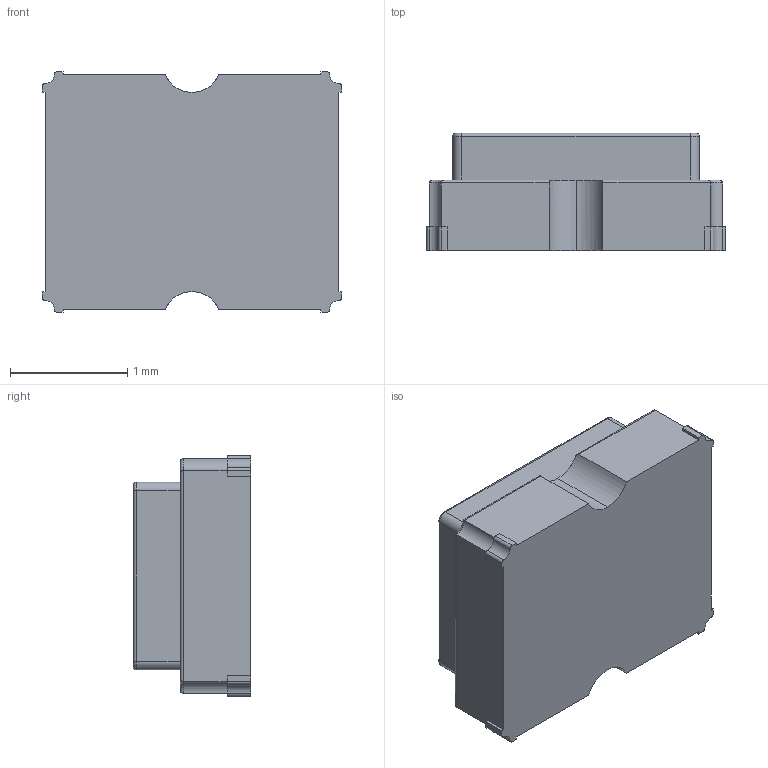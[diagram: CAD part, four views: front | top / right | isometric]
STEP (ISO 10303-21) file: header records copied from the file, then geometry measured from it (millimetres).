
FILE_DESCRIPTION (( 'STEP AP214' ), '1' );
FILE_NAME ('Abracon ASD.STEP', '2016-01-06T16:55:15', ( '' ), ( '' ), 'SwSTEP 2.0', 'SolidWorks 2015', '' );
FILE_SCHEMA (( 'AUTOMOTIVE_DESIGN' ));
Length unit declared in the file: millimetre
Products named in the file (1): Abracon ASD
Bounding box: 2.55 x 1 x 2.05 mm (x, y, z)
Volume: 4.3 mm3; surface area: 18.1 mm2
Topology: 1 solids, 1 shells, 76 faces, 207 edges, 134 vertices
Faces by surface type: plane 35, cylinder 33, torus 8
Entity records: 3165 total; most frequent: CARTESIAN_POINT 622, DIRECTION 415, ORIENTED_EDGE 414, EDGE_CURVE 207, AXIS2_PLACEMENT_3D 143, VERTEX_POINT 134, VECTOR 129, LINE 129
